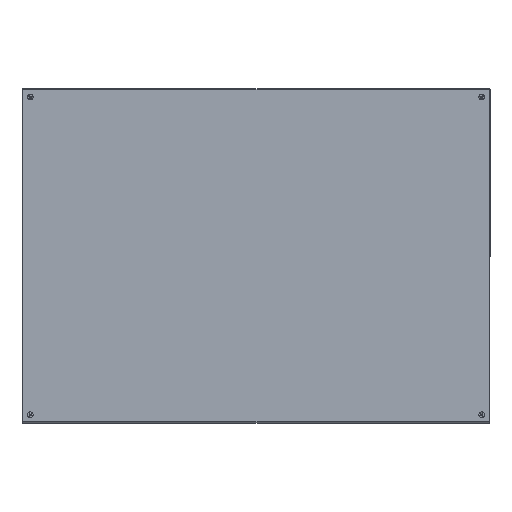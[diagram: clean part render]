
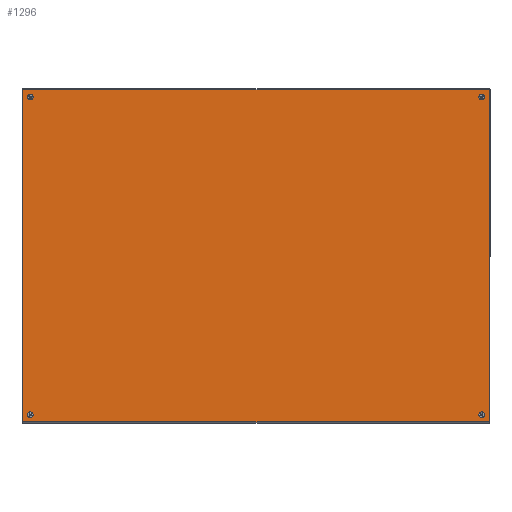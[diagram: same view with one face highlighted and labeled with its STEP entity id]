
A CAD part, top view. The second image highlights one B-rep face of the part: STEP entity #1296.
In plain terms, the highlighted face is planar.
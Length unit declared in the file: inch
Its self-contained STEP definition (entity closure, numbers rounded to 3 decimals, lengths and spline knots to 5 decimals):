
#1296 = ADVANCED_FACE ( 'NONE', ( #98942, #59010, #44161, #100509, #75528 ), #36185, .T. ) ;
#1864 = EDGE_CURVE ( 'NONE', #100495, #33368, #23306, .T. ) ;
#1953 = CARTESIAN_POINT ( 'NONE',  ( 0., 21., 14.892 ) ) ;
#2163 = DIRECTION ( 'NONE',  ( -1., 0., 0. ) ) ;
#3101 = DIRECTION ( 'NONE',  ( 0., 0., 1. ) ) ;
#7577 = DIRECTION ( 'NONE',  ( 0., 0., -1. ) ) ;
#9443 = VERTEX_POINT ( 'NONE', #67056 ) ;
#11004 = EDGE_LOOP ( 'NONE', ( #42140, #72984 ) ) ;
#11675 = DIRECTION ( 'NONE',  ( 0., -1., 0. ) ) ;
#12130 = DIRECTION ( 'NONE',  ( 1., 0., 0. ) ) ;
#12556 = EDGE_CURVE ( 'NONE', #32429, #100495, #52101, .T. ) ;
#12664 = DIRECTION ( 'NONE',  ( 0., 0., 1. ) ) ;
#13431 = AXIS2_PLACEMENT_3D ( 'NONE', #88920, #16097, #48570 ) ;
#15067 = AXIS2_PLACEMENT_3D ( 'NONE', #73614, #30572, #62997 ) ;
#16097 = DIRECTION ( 'NONE',  ( 1., 0., 0. ) ) ;
#16211 = EDGE_CURVE ( 'NONE', #33368, #65073, #33321, .T. ) ;
#17551 = DIRECTION ( 'NONE',  ( 0., 0., 1. ) ) ;
#18395 = EDGE_LOOP ( 'NONE', ( #95755, #102616 ) ) ;
#20831 = CIRCLE ( 'NONE', #59900, 0.25 ) ;
#22063 = EDGE_CURVE ( 'NONE', #102444, #56264, #28464, .T. ) ;
#22643 = CIRCLE ( 'NONE', #46415, 0.25 ) ;
#23306 = LINE ( 'NONE', #31798, #95442 ) ;
#24188 = EDGE_LOOP ( 'NONE', ( #67957, #82621, #29926, #43133 ) ) ;
#25788 = CIRCLE ( 'NONE', #46204, 0.25 ) ;
#25956 = EDGE_CURVE ( 'NONE', #9443, #72477, #20831, .T. ) ;
#27000 = CARTESIAN_POINT ( 'NONE',  ( 0., 41.25, 14.25 ) ) ;
#27008 = DIRECTION ( 'NONE',  ( 0., 0., 1. ) ) ;
#27790 = ORIENTED_EDGE ( 'NONE', *, *, #105008, .T. ) ;
#27860 = DIRECTION ( 'NONE',  ( 0., 0., 1. ) ) ;
#28464 = CIRCLE ( 'NONE', #79433, 0.25 ) ;
#29202 = ORIENTED_EDGE ( 'NONE', *, *, #98769, .T. ) ;
#29854 = CARTESIAN_POINT ( 'NONE',  ( 0., 41.25, 14.25 ) ) ;
#29926 = ORIENTED_EDGE ( 'NONE', *, *, #16211, .T. ) ;
#30572 = DIRECTION ( 'NONE',  ( 1., 0., 0. ) ) ;
#30703 = CIRCLE ( 'NONE', #78232, 0.25 ) ;
#31798 = CARTESIAN_POINT ( 'NONE',  ( 0., 0.072, -14.875 ) ) ;
#32429 = VERTEX_POINT ( 'NONE', #91990 ) ;
#33321 = LINE ( 'NONE', #1953, #81356 ) ;
#33368 = VERTEX_POINT ( 'NONE', #74059 ) ;
#36185 = PLANE ( 'NONE',  #69641 ) ;
#36293 = DIRECTION ( 'NONE',  ( 1., 0., 0. ) ) ;
#40803 = VERTEX_POINT ( 'NONE', #74151 ) ;
#41509 = VECTOR ( 'NONE', #7577, 39.37008 ) ;
#42140 = ORIENTED_EDGE ( 'NONE', *, *, #25956, .T. ) ;
#42862 = CARTESIAN_POINT ( 'NONE',  ( 0., 0.75, 14.25 ) ) ;
#42930 = DIRECTION ( 'NONE',  ( 0., 1., 0. ) ) ;
#43133 = ORIENTED_EDGE ( 'NONE', *, *, #85266, .T. ) ;
#43894 = EDGE_LOOP ( 'NONE', ( #57959, #27790 ) ) ;
#44161 = FACE_BOUND ( 'NONE', #18395, .T. ) ;
#44629 = CARTESIAN_POINT ( 'NONE',  ( 0., 41.25, -14.25 ) ) ;
#44890 = CIRCLE ( 'NONE', #104320, 0.25 ) ;
#44954 = VECTOR ( 'NONE', #11675, 39.37008 ) ;
#46204 = AXIS2_PLACEMENT_3D ( 'NONE', #101461, #85474, #27008 ) ;
#46415 = AXIS2_PLACEMENT_3D ( 'NONE', #97793, #61026, #92939 ) ;
#47328 = VERTEX_POINT ( 'NONE', #87483 ) ;
#48017 = LINE ( 'NONE', #80426, #41509 ) ;
#48232 = CARTESIAN_POINT ( 'NONE',  ( 0., 41.25, 14.5 ) ) ;
#48570 = DIRECTION ( 'NONE',  ( 0., 0., 1. ) ) ;
#50165 = EDGE_CURVE ( 'NONE', #72477, #9443, #25788, .T. ) ;
#50409 = CARTESIAN_POINT ( 'NONE',  ( 0., 41.25, -14.5 ) ) ;
#51688 = EDGE_CURVE ( 'NONE', #47328, #83226, #22643, .T. ) ;
#52101 = LINE ( 'NONE', #59523, #44954 ) ;
#55730 = DIRECTION ( 'NONE',  ( 0., 0., 1. ) ) ;
#55827 = CARTESIAN_POINT ( 'NONE',  ( 0., 0.072, -14.892 ) ) ;
#56264 = VERTEX_POINT ( 'NONE', #97012 ) ;
#57959 = ORIENTED_EDGE ( 'NONE', *, *, #22063, .T. ) ;
#59010 = FACE_BOUND ( 'NONE', #98409, .T. ) ;
#59523 = CARTESIAN_POINT ( 'NONE',  ( 0., 21., -14.892 ) ) ;
#59900 = AXIS2_PLACEMENT_3D ( 'NONE', #42862, #66207, #27860 ) ;
#60573 = CARTESIAN_POINT ( 'NONE',  ( 0., 21., 0. ) ) ;
#60873 = CIRCLE ( 'NONE', #15067, 0.25 ) ;
#61026 = DIRECTION ( 'NONE',  ( 1., 0., 0. ) ) ;
#61596 = EDGE_CURVE ( 'NONE', #83226, #47328, #74560, .T. ) ;
#62997 = DIRECTION ( 'NONE',  ( 0., 0., 1. ) ) ;
#65073 = VERTEX_POINT ( 'NONE', #69654 ) ;
#66207 = DIRECTION ( 'NONE',  ( 1., 0., 0. ) ) ;
#67056 = CARTESIAN_POINT ( 'NONE',  ( 0., 0.75, 14.5 ) ) ;
#67957 = ORIENTED_EDGE ( 'NONE', *, *, #12556, .T. ) ;
#68511 = DIRECTION ( 'NONE',  ( 1., 0., 0. ) ) ;
#69641 = AXIS2_PLACEMENT_3D ( 'NONE', #60573, #2163, #17551 ) ;
#69654 = CARTESIAN_POINT ( 'NONE',  ( 0., 41.928, 14.892 ) ) ;
#72477 = VERTEX_POINT ( 'NONE', #92350 ) ;
#72984 = ORIENTED_EDGE ( 'NONE', *, *, #50165, .T. ) ;
#73614 = CARTESIAN_POINT ( 'NONE',  ( 0., 41.25, -14.25 ) ) ;
#73800 = VERTEX_POINT ( 'NONE', #50409 ) ;
#74059 = CARTESIAN_POINT ( 'NONE',  ( 0., 0.072, 14.892 ) ) ;
#74151 = CARTESIAN_POINT ( 'NONE',  ( 0., 41.25, -14. ) ) ;
#74560 = CIRCLE ( 'NONE', #13431, 0.25 ) ;
#75528 = FACE_BOUND ( 'NONE', #11004, .T. ) ;
#78232 = AXIS2_PLACEMENT_3D ( 'NONE', #44629, #68511, #12664 ) ;
#79433 = AXIS2_PLACEMENT_3D ( 'NONE', #27000, #12130, #3101 ) ;
#80426 = CARTESIAN_POINT ( 'NONE',  ( 0., 41.928, -14.875 ) ) ;
#81356 = VECTOR ( 'NONE', #42930, 39.37008 ) ;
#82621 = ORIENTED_EDGE ( 'NONE', *, *, #1864, .T. ) ;
#82736 = CARTESIAN_POINT ( 'NONE',  ( 0., 0.75, -14. ) ) ;
#83226 = VERTEX_POINT ( 'NONE', #82736 ) ;
#85266 = EDGE_CURVE ( 'NONE', #65073, #32429, #48017, .T. ) ;
#85474 = DIRECTION ( 'NONE',  ( 1., 0., 0. ) ) ;
#86281 = ORIENTED_EDGE ( 'NONE', *, *, #100921, .T. ) ;
#87483 = CARTESIAN_POINT ( 'NONE',  ( 0., 0.75, -14.5 ) ) ;
#88920 = CARTESIAN_POINT ( 'NONE',  ( 0., 0.75, -14.25 ) ) ;
#91990 = CARTESIAN_POINT ( 'NONE',  ( 0., 41.928, -14.892 ) ) ;
#92350 = CARTESIAN_POINT ( 'NONE',  ( 0., 0.75, 14. ) ) ;
#92939 = DIRECTION ( 'NONE',  ( 0., 0., 1. ) ) ;
#95442 = VECTOR ( 'NONE', #55730, 39.37008 ) ;
#95755 = ORIENTED_EDGE ( 'NONE', *, *, #61596, .T. ) ;
#97012 = CARTESIAN_POINT ( 'NONE',  ( 0., 41.25, 14. ) ) ;
#97793 = CARTESIAN_POINT ( 'NONE',  ( 0., 0.75, -14.25 ) ) ;
#98409 = EDGE_LOOP ( 'NONE', ( #86281, #29202 ) ) ;
#98769 = EDGE_CURVE ( 'NONE', #73800, #40803, #60873, .T. ) ;
#98942 = FACE_OUTER_BOUND ( 'NONE', #24188, .T. ) ;
#100495 = VERTEX_POINT ( 'NONE', #55827 ) ;
#100509 = FACE_BOUND ( 'NONE', #43894, .T. ) ;
#100921 = EDGE_CURVE ( 'NONE', #40803, #73800, #30703, .T. ) ;
#101461 = CARTESIAN_POINT ( 'NONE',  ( 0., 0.75, 14.25 ) ) ;
#102217 = DIRECTION ( 'NONE',  ( 0., 0., 1. ) ) ;
#102444 = VERTEX_POINT ( 'NONE', #48232 ) ;
#102616 = ORIENTED_EDGE ( 'NONE', *, *, #51688, .T. ) ;
#104320 = AXIS2_PLACEMENT_3D ( 'NONE', #29854, #36293, #102217 ) ;
#105008 = EDGE_CURVE ( 'NONE', #56264, #102444, #44890, .T. ) ;
